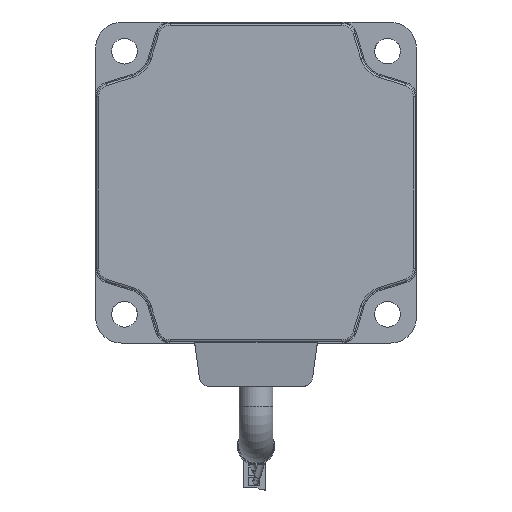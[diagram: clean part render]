
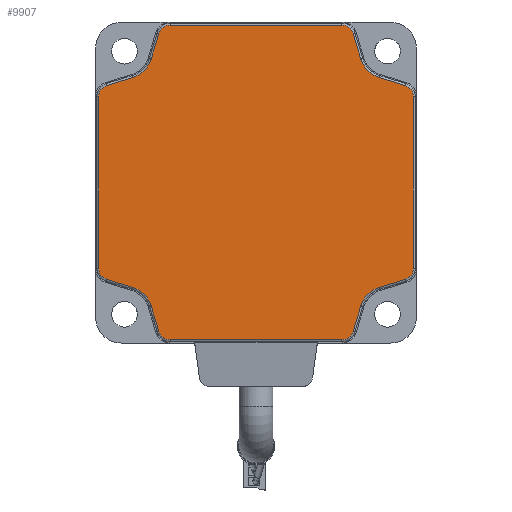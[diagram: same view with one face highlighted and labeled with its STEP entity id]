
A CAD part, top view. The second image highlights one B-rep face of the part: STEP entity #9907.
In plain terms, the highlighted planar face has unit normal (0, 0, 1).
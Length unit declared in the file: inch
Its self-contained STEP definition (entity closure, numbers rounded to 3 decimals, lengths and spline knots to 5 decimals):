
#9696=CARTESIAN_POINT('',(0.,0.,1.33858));
#9697=DIRECTION('',(0.0,0.0,1.0));
#9698=DIRECTION('',(1.0,0.0,0.0));
#9699=AXIS2_PLACEMENT_3D('',#9696,#9697,#9698);
#9700=PLANE('',#9699);
#9701=CARTESIAN_POINT('',(-0.8528,1.56496,1.33858));
#9702=VERTEX_POINT('',#9701);
#9703=CARTESIAN_POINT('',(0.8528,1.56496,1.33858));
#9704=VERTEX_POINT('',#9703);
#9705=CARTESIAN_POINT('',(-0.8528,1.56496,1.33858));
#9706=DIRECTION('',(1.0,0.0,0.0));
#9707=VECTOR('',#9706,1.7056);
#9708=LINE('',#9705,#9707);
#9709=EDGE_CURVE('',#9702,#9704,#9708,.T.);
#9710=ORIENTED_EDGE('',*,*,#9709,.F.);
#9711=CARTESIAN_POINT('',(-0.96574,1.48142,1.33858));
#9712=VERTEX_POINT('',#9711);
#9713=CARTESIAN_POINT('',(-0.8528,1.44685,1.33858));
#9714=DIRECTION('',(0.,0.,-1.0));
#9715=DIRECTION('',(-0.595,0.804,0.));
#9716=AXIS2_PLACEMENT_3D('',#9713,#9714,#9715);
#9717=CIRCLE('',#9716,0.11811);
#9718=EDGE_CURVE('',#9712,#9702,#9717,.T.);
#9719=ORIENTED_EDGE('',*,*,#9718,.F.);
#9720=CARTESIAN_POINT('',(-1.04374,1.2266,1.33858));
#9721=VERTEX_POINT('',#9720);
#9722=CARTESIAN_POINT('',(-1.04374,1.2266,1.33858));
#9723=DIRECTION('',(0.293,0.956,0.0));
#9724=VECTOR('',#9723,0.2665);
#9725=LINE('',#9722,#9724);
#9726=EDGE_CURVE('',#9721,#9712,#9725,.T.);
#9727=ORIENTED_EDGE('',*,*,#9726,.F.);
#9728=CARTESIAN_POINT('',(-1.2266,1.04374,1.33858));
#9729=VERTEX_POINT('',#9728);
#9730=CARTESIAN_POINT('',(-1.30726,1.30726,1.33858));
#9731=DIRECTION('',(0.,0.,1.0));
#9732=DIRECTION('',(0.707,-0.707,0.));
#9733=AXIS2_PLACEMENT_3D('',#9730,#9731,#9732);
#9734=CIRCLE('',#9733,0.27559);
#9735=EDGE_CURVE('',#9729,#9721,#9734,.T.);
#9736=ORIENTED_EDGE('',*,*,#9735,.F.);
#9737=CARTESIAN_POINT('',(-1.48142,0.96574,1.33858));
#9738=VERTEX_POINT('',#9737);
#9739=CARTESIAN_POINT('',(-1.48142,0.96574,1.33858));
#9740=DIRECTION('',(0.956,0.293,0.0));
#9741=VECTOR('',#9740,0.2665);
#9742=LINE('',#9739,#9741);
#9743=EDGE_CURVE('',#9738,#9729,#9742,.T.);
#9744=ORIENTED_EDGE('',*,*,#9743,.F.);
#9745=CARTESIAN_POINT('',(-1.56496,0.8528,1.33858));
#9746=VERTEX_POINT('',#9745);
#9747=CARTESIAN_POINT('',(-1.44685,0.8528,1.33858));
#9748=DIRECTION('',(0.,0.,-1.0));
#9749=DIRECTION('',(-0.804,0.595,0.));
#9750=AXIS2_PLACEMENT_3D('',#9747,#9748,#9749);
#9751=CIRCLE('',#9750,0.11811);
#9752=EDGE_CURVE('',#9746,#9738,#9751,.T.);
#9753=ORIENTED_EDGE('',*,*,#9752,.F.);
#9754=CARTESIAN_POINT('',(-1.56496,-0.8528,1.33858));
#9755=VERTEX_POINT('',#9754);
#9756=CARTESIAN_POINT('',(-1.56496,-0.8528,1.33858));
#9757=DIRECTION('',(0.0,1.0,0.0));
#9758=VECTOR('',#9757,1.7056);
#9759=LINE('',#9756,#9758);
#9760=EDGE_CURVE('',#9755,#9746,#9759,.T.);
#9761=ORIENTED_EDGE('',*,*,#9760,.F.);
#9762=CARTESIAN_POINT('',(-1.48142,-0.96574,1.33858));
#9763=VERTEX_POINT('',#9762);
#9764=CARTESIAN_POINT('',(-1.44685,-0.8528,1.33858));
#9765=DIRECTION('',(0.,0.,-1.0));
#9766=DIRECTION('',(-0.804,-0.595,0.));
#9767=AXIS2_PLACEMENT_3D('',#9764,#9765,#9766);
#9768=CIRCLE('',#9767,0.11811);
#9769=EDGE_CURVE('',#9763,#9755,#9768,.T.);
#9770=ORIENTED_EDGE('',*,*,#9769,.F.);
#9771=CARTESIAN_POINT('',(-1.2266,-1.04374,1.33858));
#9772=VERTEX_POINT('',#9771);
#9773=CARTESIAN_POINT('',(-1.2266,-1.04374,1.33858));
#9774=DIRECTION('',(-0.956,0.293,0.0));
#9775=VECTOR('',#9774,0.2665);
#9776=LINE('',#9773,#9775);
#9777=EDGE_CURVE('',#9772,#9763,#9776,.T.);
#9778=ORIENTED_EDGE('',*,*,#9777,.F.);
#9779=CARTESIAN_POINT('',(-1.04374,-1.2266,1.33858));
#9780=VERTEX_POINT('',#9779);
#9781=CARTESIAN_POINT('',(-1.30726,-1.30726,1.33858));
#9782=DIRECTION('',(0.,0.,1.0));
#9783=DIRECTION('',(0.707,0.707,0.));
#9784=AXIS2_PLACEMENT_3D('',#9781,#9782,#9783);
#9785=CIRCLE('',#9784,0.27559);
#9786=EDGE_CURVE('',#9780,#9772,#9785,.T.);
#9787=ORIENTED_EDGE('',*,*,#9786,.F.);
#9788=CARTESIAN_POINT('',(-0.96574,-1.48142,1.33858));
#9789=VERTEX_POINT('',#9788);
#9790=CARTESIAN_POINT('',(-0.96574,-1.48142,1.33858));
#9791=DIRECTION('',(-0.293,0.956,0.0));
#9792=VECTOR('',#9791,0.2665);
#9793=LINE('',#9790,#9792);
#9794=EDGE_CURVE('',#9789,#9780,#9793,.T.);
#9795=ORIENTED_EDGE('',*,*,#9794,.F.);
#9796=CARTESIAN_POINT('',(-0.8528,-1.56496,1.33858));
#9797=VERTEX_POINT('',#9796);
#9798=CARTESIAN_POINT('',(-0.8528,-1.44685,1.33858));
#9799=DIRECTION('',(0.,0.,-1.0));
#9800=DIRECTION('',(-0.595,-0.804,0.));
#9801=AXIS2_PLACEMENT_3D('',#9798,#9799,#9800);
#9802=CIRCLE('',#9801,0.11811);
#9803=EDGE_CURVE('',#9797,#9789,#9802,.T.);
#9804=ORIENTED_EDGE('',*,*,#9803,.F.);
#9805=CARTESIAN_POINT('',(0.8528,-1.56496,1.33858));
#9806=VERTEX_POINT('',#9805);
#9807=CARTESIAN_POINT('',(0.8528,-1.56496,1.33858));
#9808=DIRECTION('',(-1.0,0.0,0.0));
#9809=VECTOR('',#9808,1.7056);
#9810=LINE('',#9807,#9809);
#9811=EDGE_CURVE('',#9806,#9797,#9810,.T.);
#9812=ORIENTED_EDGE('',*,*,#9811,.F.);
#9813=CARTESIAN_POINT('',(0.96574,-1.48142,1.33858));
#9814=VERTEX_POINT('',#9813);
#9815=CARTESIAN_POINT('',(0.8528,-1.44685,1.33858));
#9816=DIRECTION('',(0.,0.,-1.0));
#9817=DIRECTION('',(0.595,-0.804,0.));
#9818=AXIS2_PLACEMENT_3D('',#9815,#9816,#9817);
#9819=CIRCLE('',#9818,0.11811);
#9820=EDGE_CURVE('',#9814,#9806,#9819,.T.);
#9821=ORIENTED_EDGE('',*,*,#9820,.F.);
#9822=CARTESIAN_POINT('',(1.04374,-1.2266,1.33858));
#9823=VERTEX_POINT('',#9822);
#9824=CARTESIAN_POINT('',(1.04374,-1.2266,1.33858));
#9825=DIRECTION('',(-0.293,-0.956,0.0));
#9826=VECTOR('',#9825,0.2665);
#9827=LINE('',#9824,#9826);
#9828=EDGE_CURVE('',#9823,#9814,#9827,.T.);
#9829=ORIENTED_EDGE('',*,*,#9828,.F.);
#9830=CARTESIAN_POINT('',(1.2266,-1.04374,1.33858));
#9831=VERTEX_POINT('',#9830);
#9832=CARTESIAN_POINT('',(1.30726,-1.30726,1.33858));
#9833=DIRECTION('',(0.,0.,1.0));
#9834=DIRECTION('',(-0.707,0.707,0.));
#9835=AXIS2_PLACEMENT_3D('',#9832,#9833,#9834);
#9836=CIRCLE('',#9835,0.27559);
#9837=EDGE_CURVE('',#9831,#9823,#9836,.T.);
#9838=ORIENTED_EDGE('',*,*,#9837,.F.);
#9839=CARTESIAN_POINT('',(1.48142,-0.96574,1.33858));
#9840=VERTEX_POINT('',#9839);
#9841=CARTESIAN_POINT('',(1.48142,-0.96574,1.33858));
#9842=DIRECTION('',(-0.956,-0.293,0.0));
#9843=VECTOR('',#9842,0.2665);
#9844=LINE('',#9841,#9843);
#9845=EDGE_CURVE('',#9840,#9831,#9844,.T.);
#9846=ORIENTED_EDGE('',*,*,#9845,.F.);
#9847=CARTESIAN_POINT('',(1.56496,-0.8528,1.33858));
#9848=VERTEX_POINT('',#9847);
#9849=CARTESIAN_POINT('',(1.44685,-0.8528,1.33858));
#9850=DIRECTION('',(0.,0.,-1.0));
#9851=DIRECTION('',(0.804,-0.595,0.));
#9852=AXIS2_PLACEMENT_3D('',#9849,#9850,#9851);
#9853=CIRCLE('',#9852,0.11811);
#9854=EDGE_CURVE('',#9848,#9840,#9853,.T.);
#9855=ORIENTED_EDGE('',*,*,#9854,.F.);
#9856=CARTESIAN_POINT('',(1.56496,0.8528,1.33858));
#9857=VERTEX_POINT('',#9856);
#9858=CARTESIAN_POINT('',(1.56496,0.8528,1.33858));
#9859=DIRECTION('',(0.0,-1.0,0.0));
#9860=VECTOR('',#9859,1.7056);
#9861=LINE('',#9858,#9860);
#9862=EDGE_CURVE('',#9857,#9848,#9861,.T.);
#9863=ORIENTED_EDGE('',*,*,#9862,.F.);
#9864=CARTESIAN_POINT('',(1.48142,0.96574,1.33858));
#9865=VERTEX_POINT('',#9864);
#9866=CARTESIAN_POINT('',(1.44685,0.8528,1.33858));
#9867=DIRECTION('',(0.,0.,-1.0));
#9868=DIRECTION('',(0.804,0.595,0.));
#9869=AXIS2_PLACEMENT_3D('',#9866,#9867,#9868);
#9870=CIRCLE('',#9869,0.11811);
#9871=EDGE_CURVE('',#9865,#9857,#9870,.T.);
#9872=ORIENTED_EDGE('',*,*,#9871,.F.);
#9873=CARTESIAN_POINT('',(1.2266,1.04374,1.33858));
#9874=VERTEX_POINT('',#9873);
#9875=CARTESIAN_POINT('',(1.2266,1.04374,1.33858));
#9876=DIRECTION('',(0.956,-0.293,0.0));
#9877=VECTOR('',#9876,0.2665);
#9878=LINE('',#9875,#9877);
#9879=EDGE_CURVE('',#9874,#9865,#9878,.T.);
#9880=ORIENTED_EDGE('',*,*,#9879,.F.);
#9881=CARTESIAN_POINT('',(1.04374,1.2266,1.33858));
#9882=VERTEX_POINT('',#9881);
#9883=CARTESIAN_POINT('',(1.30726,1.30726,1.33858));
#9884=DIRECTION('',(0.,0.,1.0));
#9885=DIRECTION('',(-0.707,-0.707,0.));
#9886=AXIS2_PLACEMENT_3D('',#9883,#9884,#9885);
#9887=CIRCLE('',#9886,0.27559);
#9888=EDGE_CURVE('',#9882,#9874,#9887,.T.);
#9889=ORIENTED_EDGE('',*,*,#9888,.F.);
#9890=CARTESIAN_POINT('',(0.96574,1.48142,1.33858));
#9891=VERTEX_POINT('',#9890);
#9892=CARTESIAN_POINT('',(0.96574,1.48142,1.33858));
#9893=DIRECTION('',(0.293,-0.956,0.0));
#9894=VECTOR('',#9893,0.2665);
#9895=LINE('',#9892,#9894);
#9896=EDGE_CURVE('',#9891,#9882,#9895,.T.);
#9897=ORIENTED_EDGE('',*,*,#9896,.F.);
#9898=CARTESIAN_POINT('',(0.8528,1.44685,1.33858));
#9899=DIRECTION('',(0.,0.,-1.0));
#9900=DIRECTION('',(0.595,0.804,0.));
#9901=AXIS2_PLACEMENT_3D('',#9898,#9899,#9900);
#9902=CIRCLE('',#9901,0.11811);
#9903=EDGE_CURVE('',#9704,#9891,#9902,.T.);
#9904=ORIENTED_EDGE('',*,*,#9903,.F.);
#9905=EDGE_LOOP('',(#9710,#9719,#9727,#9736,#9744,#9753,#9761,#9770,#9778,#9787,#9795,#9804,#9812,#9821,#9829,#9838,#9846,#9855,#9863,#9872,#9880,#9889,#9897,#9904));
#9906=FACE_OUTER_BOUND('',#9905,.T.);
#9907=ADVANCED_FACE('',(#9906),#9700,.T.);
